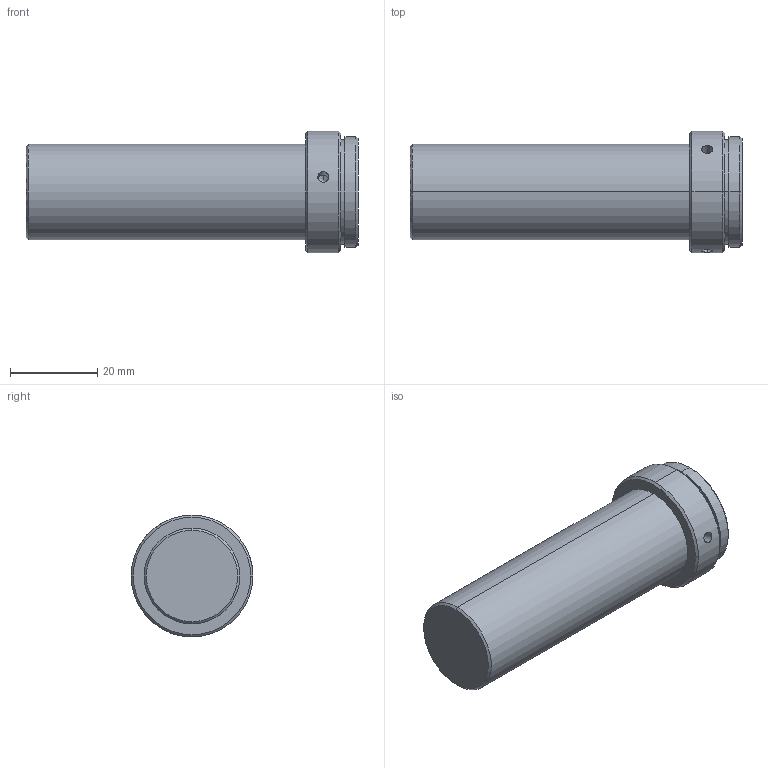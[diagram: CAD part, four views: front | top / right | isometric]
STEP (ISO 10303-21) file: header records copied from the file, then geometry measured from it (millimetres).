
FILE_DESCRIPTION (( 'STEP AP203' ), '1' );
FILE_NAME ('WH046-65A-130.STEP', '2023-05-19T00:55:42', ( '' ), ( '' ), 'SwSTEP 2.0', 'SolidWorks 2017', '' );
FILE_SCHEMA (( 'CONFIG_CONTROL_DESIGN' ));
Length unit declared in the file: millimetre
Products named in the file (1): WH046-65A-130
Bounding box: 76.3 x 28 x 28 mm (x, y, z)
Volume: 31253.3 mm3; surface area: 6778.8 mm2
Topology: 1 solids, 1 shells, 33 faces, 72 edges, 41 vertices
Faces by surface type: cone 14, cylinder 14, plane 5
Entity records: 1027 total; most frequent: CARTESIAN_POINT 243, DIRECTION 160, ORIENTED_EDGE 132, AXIS2_PLACEMENT_3D 66, EDGE_CURVE 66, VERTEX_POINT 41, EDGE_LOOP 39, FACE_OUTER_BOUND 33
